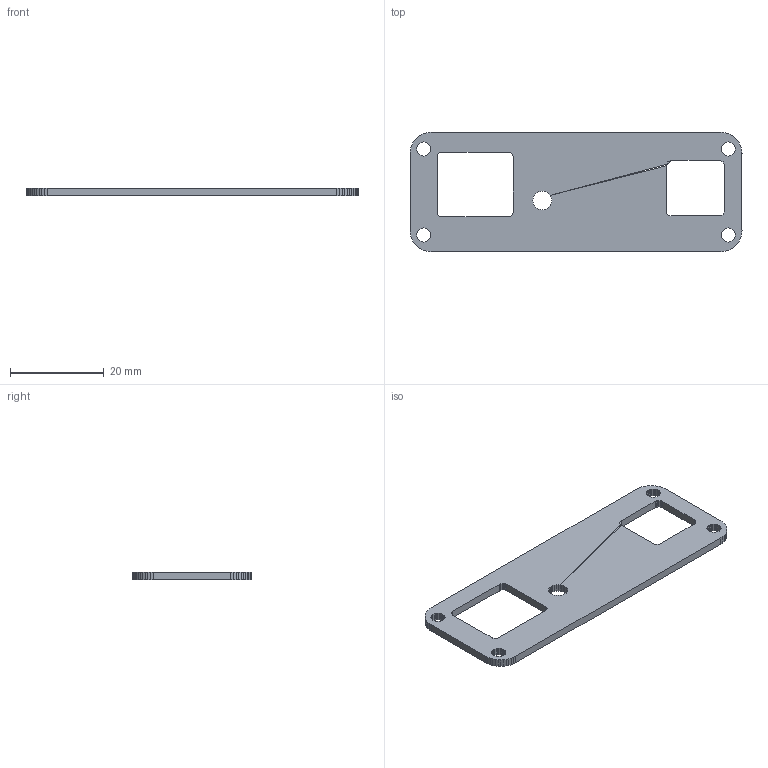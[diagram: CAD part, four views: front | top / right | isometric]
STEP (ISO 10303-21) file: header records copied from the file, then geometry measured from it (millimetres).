
FILE_DESCRIPTION(('Open CASCADE Model'),'2;1');
FILE_NAME('Open CASCADE Shape Model','2014-03-21T23:46:08',('Author'),( 'Open CASCADE'),'Open CASCADE STEP processor 6.2','Open CASCADE 6.2' ,'Unknown');
FILE_SCHEMA(('AUTOMOTIVE_DESIGN { 1 0 10303 214 1 1 1 1 }'));
Length unit declared in the file: millimetre
Products named in the file (2): PCB; Board
Assembly tree (1 placements, depth 2):
  PCB
    Board
Bounding box: 71.02 x 25.52 x 1.69 mm (x, y, z)
Volume: 2337.1 mm3; surface area: 3340.9 mm2
Topology: 1 solids, 1 shells, 300 faces, 892 edges, 592 vertices
Faces by surface type: plane 300
Entity records: 21503 total; most frequent: CARTESIAN_POINT 3570, DIRECTION 3280, LINE 2676, VECTOR 2676, ORIENTED_EDGE 1788, PCURVE 1784, DEFINITIONAL_REPRESENTATION 1784, EDGE_CURVE 892
